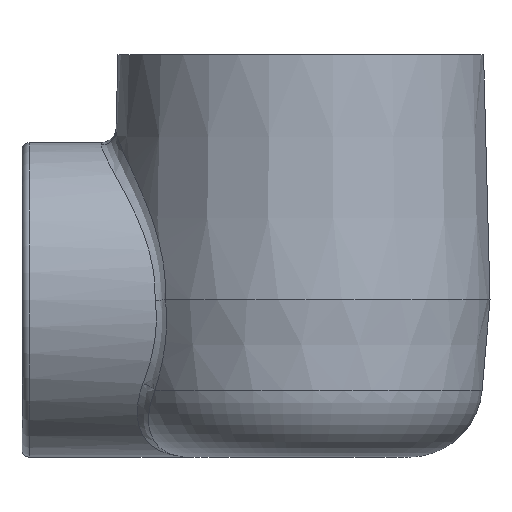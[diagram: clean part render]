
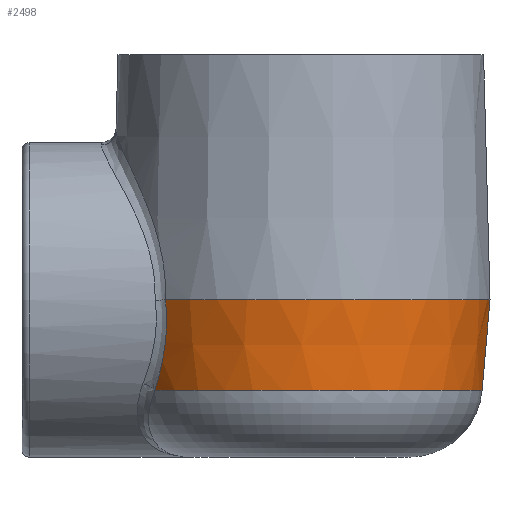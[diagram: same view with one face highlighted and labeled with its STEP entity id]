
A CAD part, left-side view. The second image highlights one B-rep face of the part: STEP entity #2498.
In plain terms, the highlighted conical face has half-angle 5 degrees and reference radius 41.08 mm.
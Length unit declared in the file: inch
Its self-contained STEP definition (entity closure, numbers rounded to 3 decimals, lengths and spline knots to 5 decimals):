
#190=CIRCLE('',#2701,1.61732);
#192=CIRCLE('',#2706,1.54965);
#407=B_SPLINE_CURVE_WITH_KNOTS('',3,(#4019,#4020,#4021,#4022,#4023,#4024,
#4025,#4026,#4027,#4028,#4029,#4030,#4031,#4032,#4033,#4034,#4035,#4036,
#4037,#4038,#4039,#4040,#4041,#4042,#4043,#4044,#4045,#4046,#4047,#4048,
#4049,#4050,#4051,#4052,#4053,#4054,#4055,#4056,#4057,#4058,#4059,#4060,
#4061,#4062,#4063,#4064),.UNSPECIFIED.,.F.,.F.,(4,3,3,3,3,3,3,3,3,3,3,3,
3,3,3,4),(0.,0.11176,0.23918,0.25,0.30337,
0.3678,0.43203,0.49567,0.5,
0.5625,0.62166,0.625,0.74801,
0.75,0.87446,1.),.UNSPECIFIED.);
#488=CONICAL_SURFACE('',#2705,1.61732,0.087);
#512=FACE_OUTER_BOUND('',#694,.T.);
#694=EDGE_LOOP('',(#1707,#1708,#1709,#1710));
#930=LINE('',#4067,#1002);
#1002=VECTOR('',#3098,0.77643);
#1073=VERTEX_POINT('',#4004);
#1074=VERTEX_POINT('',#4006);
#1078=VERTEX_POINT('',#4018);
#1079=VERTEX_POINT('',#4065);
#1309=EDGE_CURVE('',#1073,#1074,#190,.T.);
#1315=EDGE_CURVE('',#1073,#1078,#407,.T.);
#1316=EDGE_CURVE('',#1078,#1079,#192,.T.);
#1317=EDGE_CURVE('',#1079,#1074,#930,.T.);
#1707=ORIENTED_EDGE('',*,*,#1309,.F.);
#1708=ORIENTED_EDGE('',*,*,#1315,.T.);
#1709=ORIENTED_EDGE('',*,*,#1316,.T.);
#1710=ORIENTED_EDGE('',*,*,#1317,.T.);
#2498=ADVANCED_FACE('',(#512),#488,.T.);
#2701=AXIS2_PLACEMENT_3D('',#4007,#3083,#3084);
#2705=AXIS2_PLACEMENT_3D('',#4017,#3094,#3095);
#2706=AXIS2_PLACEMENT_3D('',#4066,#3096,#3097);
#3083=DIRECTION('center_axis',(0.,0.,1.));
#3084=DIRECTION('ref_axis',(1.,0.,0.));
#3094=DIRECTION('center_axis',(0.,0.,1.));
#3095=DIRECTION('ref_axis',(1.,0.,0.));
#3096=DIRECTION('center_axis',(0.,0.,1.));
#3097=DIRECTION('ref_axis',(1.,0.,0.));
#3098=DIRECTION('',(0.,-0.087,0.996));
#4004=CARTESIAN_POINT('',(-1.13709,1.8922,0.));
#4006=CARTESIAN_POINT('',(-0.00527,-0.88042,0.));
#4007=CARTESIAN_POINT('Origin',(-0.00527,0.7369,
0.));
#4017=CARTESIAN_POINT('Origin',(-0.00527,0.7369,
0.));
#4018=CARTESIAN_POINT('',(-0.92355,1.98517,-0.77347));
#4019=CARTESIAN_POINT('Ctrl Pts',(-1.13709,1.8922,0.));
#4020=CARTESIAN_POINT('Ctrl Pts',(-1.13674,1.88877,-0.03075));
#4021=CARTESIAN_POINT('Ctrl Pts',(-1.1355,1.88623,-0.06136));
#4022=CARTESIAN_POINT('Ctrl Pts',(-1.13338,1.88458,-0.09181));
#4023=CARTESIAN_POINT('Ctrl Pts',(-1.13097,1.88269,-0.12654));
#4024=CARTESIAN_POINT('Ctrl Pts',(-1.12742,1.88194,-0.16108));
#4025=CARTESIAN_POINT('Ctrl Pts',(-1.12275,1.8823,-0.19543));
#4026=CARTESIAN_POINT('Ctrl Pts',(-1.12235,1.88233,-0.19835));
#4027=CARTESIAN_POINT('Ctrl Pts',(-1.12195,1.88237,-0.20126));
#4028=CARTESIAN_POINT('Ctrl Pts',(-1.12154,1.88242,-0.20417));
#4029=CARTESIAN_POINT('Ctrl Pts',(-1.1195,1.88265,-0.21855));
#4030=CARTESIAN_POINT('Ctrl Pts',(-1.11727,1.88307,-0.23286));
#4031=CARTESIAN_POINT('Ctrl Pts',(-1.11484,1.88368,-0.24715));
#4032=CARTESIAN_POINT('Ctrl Pts',(-1.11191,1.88441,-0.2644));
#4033=CARTESIAN_POINT('Ctrl Pts',(-1.10869,1.88542,-0.28161));
#4034=CARTESIAN_POINT('Ctrl Pts',(-1.10517,1.88671,-0.29881));
#4035=CARTESIAN_POINT('Ctrl Pts',(-1.10167,1.88798,-0.31595));
#4036=CARTESIAN_POINT('Ctrl Pts',(-1.09787,1.88953,-0.33309));
#4037=CARTESIAN_POINT('Ctrl Pts',(-1.09379,1.89133,-0.35013));
#4038=CARTESIAN_POINT('Ctrl Pts',(-1.08975,1.89311,-0.36701));
#4039=CARTESIAN_POINT('Ctrl Pts',(-1.08543,1.89514,-0.3838));
#4040=CARTESIAN_POINT('Ctrl Pts',(-1.08082,1.89741,-0.40057));
#4041=CARTESIAN_POINT('Ctrl Pts',(-1.08051,1.89756,-0.40171));
#4042=CARTESIAN_POINT('Ctrl Pts',(-1.08019,1.89772,-0.40285));
#4043=CARTESIAN_POINT('Ctrl Pts',(-1.07988,1.89788,-0.40399));
#4044=CARTESIAN_POINT('Ctrl Pts',(-1.07531,1.90014,-0.42047));
#4045=CARTESIAN_POINT('Ctrl Pts',(-1.07046,1.90264,-0.4369));
#4046=CARTESIAN_POINT('Ctrl Pts',(-1.06538,1.90533,-0.45314));
#4047=CARTESIAN_POINT('Ctrl Pts',(-1.06057,1.90788,-0.46851));
#4048=CARTESIAN_POINT('Ctrl Pts',(-1.05554,1.9106,-0.48375));
#4049=CARTESIAN_POINT('Ctrl Pts',(-1.0503,1.91349,-0.49885));
#4050=CARTESIAN_POINT('Ctrl Pts',(-1.05,1.91365,-0.4997));
#4051=CARTESIAN_POINT('Ctrl Pts',(-1.04971,1.91382,-0.50056));
#4052=CARTESIAN_POINT('Ctrl Pts',(-1.04941,1.91398,-0.50141));
#4053=CARTESIAN_POINT('Ctrl Pts',(-1.03846,1.92003,-0.53278));
#4054=CARTESIAN_POINT('Ctrl Pts',(-1.02658,1.92677,-0.56359));
#4055=CARTESIAN_POINT('Ctrl Pts',(-1.01378,1.93409,-0.59387));
#4056=CARTESIAN_POINT('Ctrl Pts',(-1.01357,1.93421,-0.59436));
#4057=CARTESIAN_POINT('Ctrl Pts',(-1.01337,1.93433,-0.59485));
#4058=CARTESIAN_POINT('Ctrl Pts',(-1.01316,1.93445,-0.59534));
#4059=CARTESIAN_POINT('Ctrl Pts',(-1.00018,1.94187,-0.62595));
#4060=CARTESIAN_POINT('Ctrl Pts',(-0.98623,1.94989,-0.6561));
#4061=CARTESIAN_POINT('Ctrl Pts',(-0.97138,1.95834,-0.68566));
#4062=CARTESIAN_POINT('Ctrl Pts',(-0.95639,1.96687,-0.71547));
#4063=CARTESIAN_POINT('Ctrl Pts',(-0.94048,1.97584,-0.74469));
#4064=CARTESIAN_POINT('Ctrl Pts',(-0.92355,1.98517,-0.77347));
#4065=CARTESIAN_POINT('',(-0.00527,-0.81275,-0.77347));
#4066=CARTESIAN_POINT('Origin',(-0.00527,0.7369,
-0.77347));
#4067=CARTESIAN_POINT('',(-0.00527,-0.81275,-0.77347));
